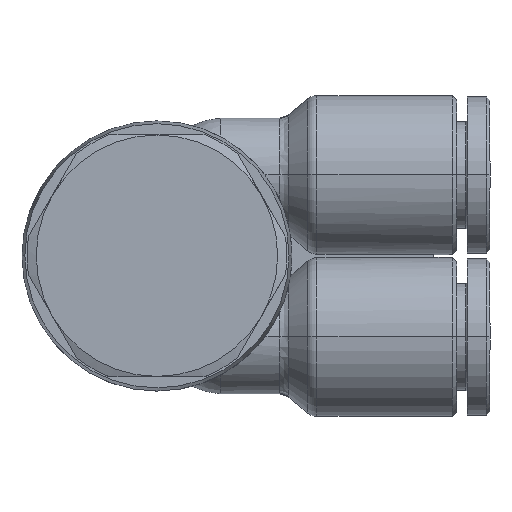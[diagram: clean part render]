
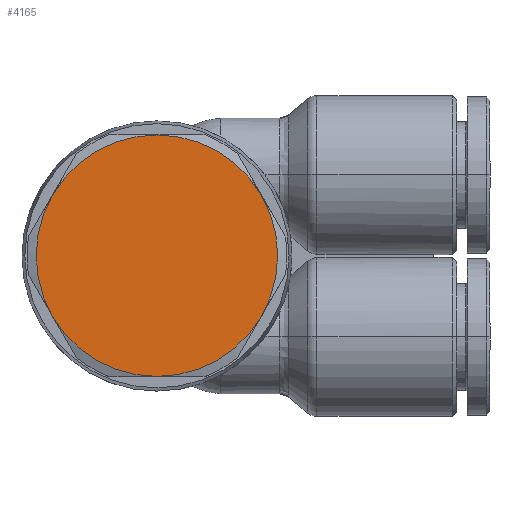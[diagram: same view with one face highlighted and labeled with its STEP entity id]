
A CAD part, top view. The second image highlights one B-rep face of the part: STEP entity #4165.
In plain terms, the highlighted planar face has unit normal (0, 0, 1).
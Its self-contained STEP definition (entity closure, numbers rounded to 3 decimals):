
#3535=CARTESIAN_POINT('',(0.5,14.2,12.0));
#3536=VERTEX_POINT('',#3535);
#3559=CARTESIAN_POINT('',(-6.861,9.95,12.0));
#3560=VERTEX_POINT('',#3559);
#3574=CARTESIAN_POINT('',(0.5,5.7,12.0));
#3575=DIRECTION('',(0.0,0.0,1.0));
#3576=DIRECTION('',(0.0,-1.0,0.0));
#3577=AXIS2_PLACEMENT_3D('',#3574,#3575,#3576);
#3578=CIRCLE('',#3577,8.5);
#3579=EDGE_CURVE('',#3536,#3560,#3578,.T.);
#3589=CARTESIAN_POINT('',(-6.861,1.45,12.0));
#3590=VERTEX_POINT('',#3589);
#3606=CARTESIAN_POINT('',(0.5,5.7,12.0));
#3607=DIRECTION('',(0.0,0.0,1.0));
#3608=DIRECTION('',(0.0,-1.0,0.0));
#3609=AXIS2_PLACEMENT_3D('',#3606,#3607,#3608);
#3610=CIRCLE('',#3609,8.5);
#3611=EDGE_CURVE('',#3560,#3590,#3610,.T.);
#3645=CARTESIAN_POINT('',(7.861,9.95,12.0));
#3646=VERTEX_POINT('',#3645);
#3682=CARTESIAN_POINT('',(0.5,5.7,12.0));
#3683=DIRECTION('',(0.0,0.0,1.0));
#3684=DIRECTION('',(0.0,-1.0,0.0));
#3685=AXIS2_PLACEMENT_3D('',#3682,#3683,#3684);
#3686=CIRCLE('',#3685,8.5);
#3687=EDGE_CURVE('',#3646,#3536,#3686,.T.);
#3699=CARTESIAN_POINT('',(7.861,1.45,12.0));
#3700=VERTEX_POINT('',#3699);
#3736=CARTESIAN_POINT('',(0.5,5.7,12.0));
#3737=DIRECTION('',(0.0,0.0,1.0));
#3738=DIRECTION('',(0.0,-1.0,0.0));
#3739=AXIS2_PLACEMENT_3D('',#3736,#3737,#3738);
#3740=CIRCLE('',#3739,8.5);
#3741=EDGE_CURVE('',#3700,#3646,#3740,.T.);
#3751=CARTESIAN_POINT('',(0.5,-2.8,12.0));
#3752=VERTEX_POINT('',#3751);
#3768=CARTESIAN_POINT('',(0.5,5.7,12.0));
#3769=DIRECTION('',(0.0,0.0,1.0));
#3770=DIRECTION('',(0.0,-1.0,0.0));
#3771=AXIS2_PLACEMENT_3D('',#3768,#3769,#3770);
#3772=CIRCLE('',#3771,8.5);
#3773=EDGE_CURVE('',#3590,#3752,#3772,.T.);
#3842=CARTESIAN_POINT('',(0.5,5.7,12.0));
#3843=DIRECTION('',(0.0,0.0,1.0));
#3844=DIRECTION('',(0.0,-1.0,0.0));
#3845=AXIS2_PLACEMENT_3D('',#3842,#3843,#3844);
#3846=CIRCLE('',#3845,8.5);
#3847=EDGE_CURVE('',#3752,#3700,#3846,.T.);
#4152=CARTESIAN_POINT('',(0.5,5.7,12.0));
#4153=DIRECTION('',(0.0,0.0,-1.0));
#4154=DIRECTION('',(0.0,1.0,0.0));
#4155=AXIS2_PLACEMENT_3D('',#4152,#4153,#4154);
#4156=PLANE('',#4155);
#4157=ORIENTED_EDGE('',*,*,#3611,.T.);
#4158=ORIENTED_EDGE('',*,*,#3773,.T.);
#4159=ORIENTED_EDGE('',*,*,#3847,.T.);
#4160=ORIENTED_EDGE('',*,*,#3741,.T.);
#4161=ORIENTED_EDGE('',*,*,#3687,.T.);
#4162=ORIENTED_EDGE('',*,*,#3579,.T.);
#4163=EDGE_LOOP('',(#4157,#4158,#4159,#4160,#4161,#4162));
#4164=FACE_OUTER_BOUND('',#4163,.T.);
#4165=ADVANCED_FACE('',(#4164),#4156,.F.);
